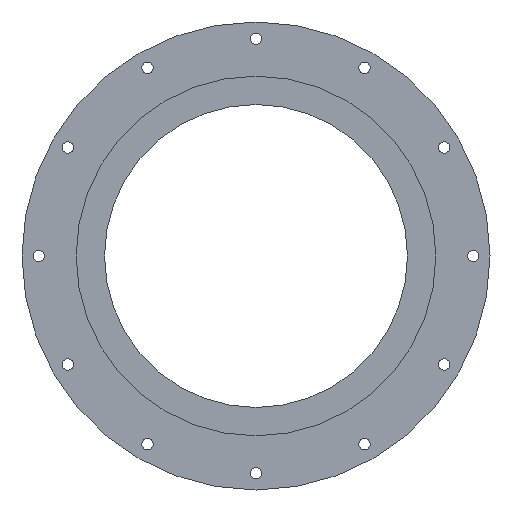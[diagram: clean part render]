
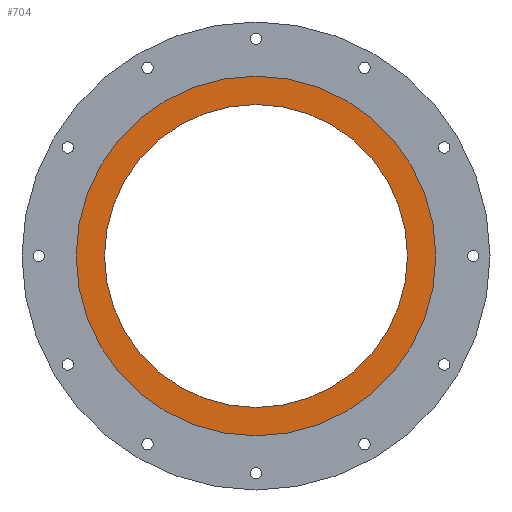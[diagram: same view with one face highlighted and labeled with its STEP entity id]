
A CAD part, front view. The second image highlights one B-rep face of the part: STEP entity #704.
In plain terms, the highlighted planar face has unit normal (0, -1, 0).
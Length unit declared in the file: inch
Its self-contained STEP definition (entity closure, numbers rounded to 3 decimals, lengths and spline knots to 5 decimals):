
#42 = DIRECTION ( 'NONE',  ( 0., 0., 1. ) ) ;
#55 = ORIENTED_EDGE ( 'NONE', *, *, #1087, .T. ) ;
#62 = VERTEX_POINT ( 'NONE', #478 ) ;
#64 = ORIENTED_EDGE ( 'NONE', *, *, #991, .F. ) ;
#78 = CARTESIAN_POINT ( 'NONE',  ( 0., 0., 0. ) ) ;
#121 = EDGE_CURVE ( 'NONE', #1236, #1165, #479, .T. ) ;
#155 = EDGE_LOOP ( 'NONE', ( #55, #515 ) ) ;
#192 = DIRECTION ( 'NONE',  ( 0., 0., 1. ) ) ;
#198 = CIRCLE ( 'NONE', #873, 3.17 ) ;
#206 = CARTESIAN_POINT ( 'NONE',  ( 0., 0., 0. ) ) ;
#207 = CARTESIAN_POINT ( 'NONE',  ( 0., 0., -3.17 ) ) ;
#267 = CARTESIAN_POINT ( 'NONE',  ( 0., 0., 0. ) ) ;
#276 = AXIS2_PLACEMENT_3D ( 'NONE', #206, #828, #1046 ) ;
#330 = CARTESIAN_POINT ( 'NONE',  ( 0., 0., 3.17 ) ) ;
#381 = ORIENTED_EDGE ( 'NONE', *, *, #121, .F. ) ;
#465 = EDGE_LOOP ( 'NONE', ( #64, #381 ) ) ;
#469 = DIRECTION ( 'NONE',  ( 0., 0., 1. ) ) ;
#478 = CARTESIAN_POINT ( 'NONE',  ( 0., 0., 2.67 ) ) ;
#479 = CIRCLE ( 'NONE', #652, 3.17 ) ;
#495 = DIRECTION ( 'NONE',  ( 0., 1., 0. ) ) ;
#498 = EDGE_CURVE ( 'NONE', #62, #722, #946, .T. ) ;
#515 = ORIENTED_EDGE ( 'NONE', *, *, #498, .T. ) ;
#549 = CARTESIAN_POINT ( 'NONE',  ( 0., 0., -2.67 ) ) ;
#555 = FACE_OUTER_BOUND ( 'NONE', #465, .T. ) ;
#590 = CARTESIAN_POINT ( 'NONE',  ( 0., 0., 0. ) ) ;
#652 = AXIS2_PLACEMENT_3D ( 'NONE', #78, #495, #192 ) ;
#654 = CARTESIAN_POINT ( 'NONE',  ( 0., 0., 0. ) ) ;
#704 = ADVANCED_FACE ( 'NONE', ( #555, #1198 ), #1273, .F. ) ;
#722 = VERTEX_POINT ( 'NONE', #549 ) ;
#785 = DIRECTION ( 'NONE',  ( 0., 1., 0. ) ) ;
#828 = DIRECTION ( 'NONE',  ( 0., 1., 0. ) ) ;
#848 = CIRCLE ( 'NONE', #955, 2.67 ) ;
#873 = AXIS2_PLACEMENT_3D ( 'NONE', #267, #785, #895 ) ;
#895 = DIRECTION ( 'NONE',  ( 0., 0., 1. ) ) ;
#946 = CIRCLE ( 'NONE', #276, 2.67 ) ;
#955 = AXIS2_PLACEMENT_3D ( 'NONE', #590, #1022, #469 ) ;
#973 = DIRECTION ( 'NONE',  ( 0., 1., 0. ) ) ;
#991 = EDGE_CURVE ( 'NONE', #1165, #1236, #198, .T. ) ;
#1022 = DIRECTION ( 'NONE',  ( 0., 1., 0. ) ) ;
#1046 = DIRECTION ( 'NONE',  ( 0., 0., 1. ) ) ;
#1087 = EDGE_CURVE ( 'NONE', #722, #62, #848, .T. ) ;
#1165 = VERTEX_POINT ( 'NONE', #207 ) ;
#1189 = AXIS2_PLACEMENT_3D ( 'NONE', #654, #973, #42 ) ;
#1198 = FACE_BOUND ( 'NONE', #155, .T. ) ;
#1236 = VERTEX_POINT ( 'NONE', #330 ) ;
#1273 = PLANE ( 'NONE',  #1189 ) ;
